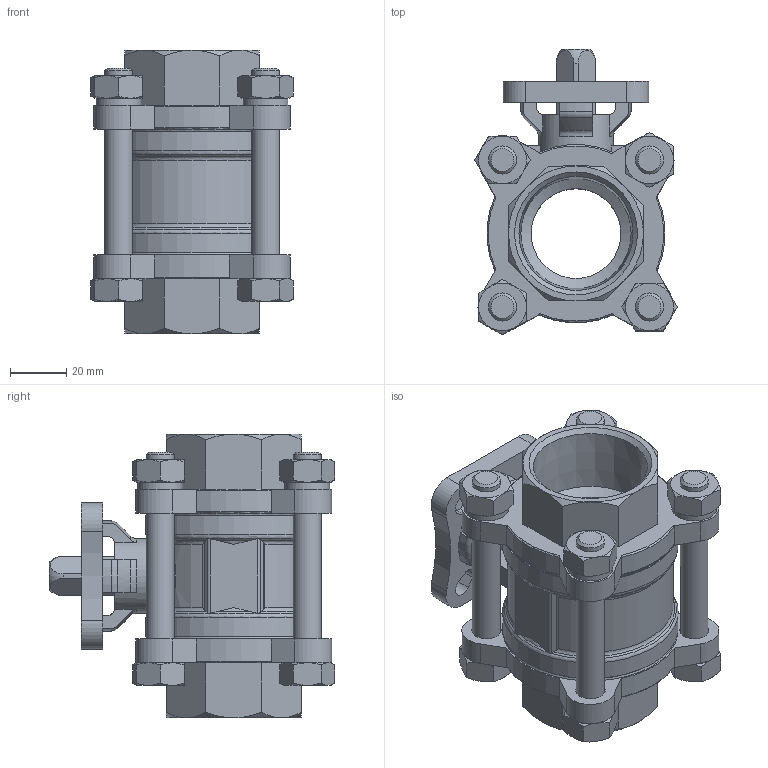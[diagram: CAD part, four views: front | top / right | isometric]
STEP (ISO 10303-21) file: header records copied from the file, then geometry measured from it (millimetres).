
FILE_DESCRIPTION(/* description */ ('STEP AP214'),/* implementation_level */ '2;1');
FILE_NAME(/* name */ '4809120_VZBE-11_4-T-63-T-2-F0405-V15V15',/* time_stamp */ '2024-09-18T01:41:54+02:00',/* author */ ('License CC BY-ND 4.0'),/* organization */ ('CADENAS'),/* preprocessor_version */ 'ST-DEVELOPER v19.3',/* originating_system */ 'PARTsolutions',/* authorisation */ ' ');
FILE_SCHEMA (('AUTOMOTIVE_DESIGN {1 0 10303 214 3 1 1}'));
Length unit declared in the file: millimetre
Products named in the file (1): 4809120 VZBE-11/4-T-63-T-2-F0405-V15V15
Bounding box: 71.96 x 101.68 x 101 mm (x, y, z)
Volume: 225218.9 mm3; surface area: 62454.7 mm2
Topology: 1 solids, 1 shells, 471 faces, 1200 edges, 758 vertices
Faces by surface type: plane 207, cone 139, cylinder 91, torus 34
Full cylindrical faces by diameter (mm): 10 x8, 10.5 x8, 16 x4, 26.6 x1, 30.5 x1, 32 x1, 62.5 x2
Entity records: 14304 total; most frequent: CARTESIAN_POINT 3516, ORIENTED_EDGE 2294, DIRECTION 2088, EDGE_CURVE 1147, AXIS2_PLACEMENT_3D 831, VERTEX_POINT 747, EDGE_LOOP 566, FACE_BOUND 566
